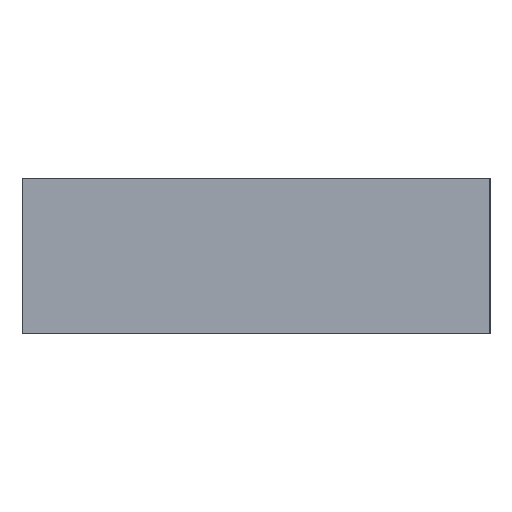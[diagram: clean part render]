
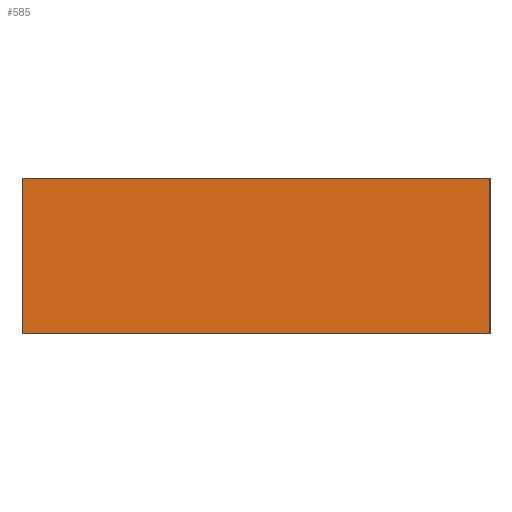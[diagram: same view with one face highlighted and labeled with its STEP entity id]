
A CAD part, left-side view. The second image highlights one B-rep face of the part: STEP entity #585.
In plain terms, the highlighted planar face has unit normal (-1, 0, 0).
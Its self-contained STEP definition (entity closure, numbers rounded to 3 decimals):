
#25 = DIRECTION ( 'NONE',  ( 0., 0., -1. ) ) ;
#31 = ORIENTED_EDGE ( 'NONE', *, *, #861, .F. ) ;
#44 = CARTESIAN_POINT ( 'NONE',  ( 0., 0., 2. ) ) ;
#83 = LINE ( 'NONE', #738, #1128 ) ;
#108 = CARTESIAN_POINT ( 'NONE',  ( 0., 6., 2. ) ) ;
#139 = VECTOR ( 'NONE', #1347, 1000. ) ;
#276 = CARTESIAN_POINT ( 'NONE',  ( 0., 0., 2. ) ) ;
#331 = ORIENTED_EDGE ( 'NONE', *, *, #553, .F. ) ;
#371 = EDGE_CURVE ( 'NONE', #998, #647, #1193, .T. ) ;
#448 = VECTOR ( 'NONE', #1009, 1000. ) ;
#473 = EDGE_LOOP ( 'NONE', ( #1113, #31, #331, #1382 ) ) ;
#553 = EDGE_CURVE ( 'NONE', #1686, #863, #83, .T. ) ;
#585 = ADVANCED_FACE ( 'NONE', ( #919 ), #879, .F. ) ;
#647 = VERTEX_POINT ( 'NONE', #1338 ) ;
#728 = DIRECTION ( 'NONE',  ( 0., -1., 0. ) ) ;
#738 = CARTESIAN_POINT ( 'NONE',  ( 0., 0., 2. ) ) ;
#838 = CARTESIAN_POINT ( 'NONE',  ( 0., 6., 0. ) ) ;
#861 = EDGE_CURVE ( 'NONE', #863, #647, #1377, .T. ) ;
#863 = VERTEX_POINT ( 'NONE', #276 ) ;
#878 = LINE ( 'NONE', #108, #139 ) ;
#879 = PLANE ( 'NONE',  #1364 ) ;
#919 = FACE_OUTER_BOUND ( 'NONE', #473, .T. ) ;
#935 = DIRECTION ( 'NONE',  ( 1., 0., 0. ) ) ;
#998 = VERTEX_POINT ( 'NONE', #838 ) ;
#1009 = DIRECTION ( 'NONE',  ( 0., -1., 0. ) ) ;
#1015 = VECTOR ( 'NONE', #25, 1000. ) ;
#1054 = CARTESIAN_POINT ( 'NONE',  ( 0., 0., 2. ) ) ;
#1113 = ORIENTED_EDGE ( 'NONE', *, *, #371, .T. ) ;
#1128 = VECTOR ( 'NONE', #728, 1000. ) ;
#1151 = DIRECTION ( 'NONE',  ( 0., 0., -1. ) ) ;
#1193 = LINE ( 'NONE', #1470, #448 ) ;
#1338 = CARTESIAN_POINT ( 'NONE',  ( 0., 0., 0. ) ) ;
#1347 = DIRECTION ( 'NONE',  ( 0., 0., -1. ) ) ;
#1363 = CARTESIAN_POINT ( 'NONE',  ( 0., 6., 2. ) ) ;
#1364 = AXIS2_PLACEMENT_3D ( 'NONE', #1054, #935, #1151 ) ;
#1377 = LINE ( 'NONE', #44, #1015 ) ;
#1382 = ORIENTED_EDGE ( 'NONE', *, *, #1581, .T. ) ;
#1470 = CARTESIAN_POINT ( 'NONE',  ( 0., 0., 0. ) ) ;
#1581 = EDGE_CURVE ( 'NONE', #1686, #998, #878, .T. ) ;
#1686 = VERTEX_POINT ( 'NONE', #1363 ) ;
